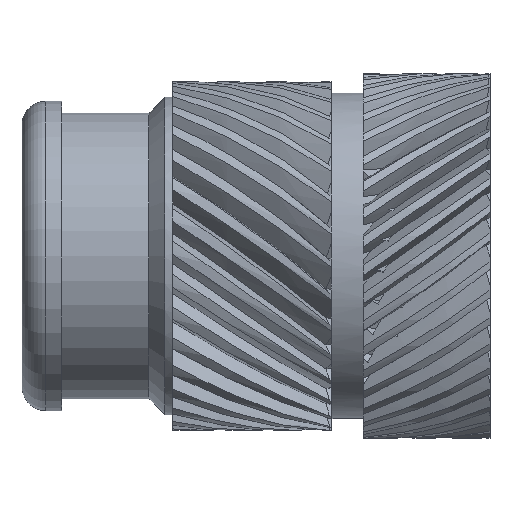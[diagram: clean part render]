
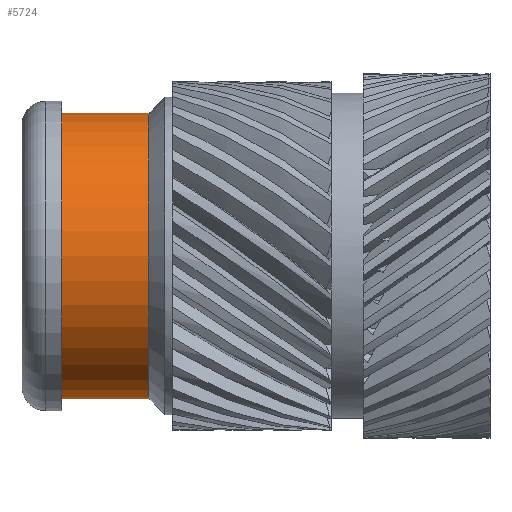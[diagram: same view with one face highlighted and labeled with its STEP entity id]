
A CAD part, left-side view. The second image highlights one B-rep face of the part: STEP entity #5724.
In plain terms, the highlighted cylindrical face has radius 2.52 mm (diameter 5.04 mm), a partial arc.
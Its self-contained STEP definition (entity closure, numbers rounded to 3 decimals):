
#1196 = VERTEX_POINT ( 'NONE', #21876 ) ;
#1624 = CIRCLE ( 'NONE', #17573, 2.52 ) ;
#1860 = LINE ( 'NONE', #5169, #17278 ) ;
#2830 = CARTESIAN_POINT ( 'NONE',  ( -0.002, 5.08, -0.001 ) ) ;
#3188 = DIRECTION ( 'NONE',  ( 0., 0., 1. ) ) ;
#3472 = CYLINDRICAL_SURFACE ( 'NONE', #19276, 2.52 ) ;
#3689 = DIRECTION ( 'NONE',  ( 0., -1., 0. ) ) ;
#4227 = CARTESIAN_POINT ( 'NONE',  ( -0.002, 6.62, -2.521 ) ) ;
#5169 = CARTESIAN_POINT ( 'NONE',  ( -0.002, 6.62, 2.519 ) ) ;
#5222 = CARTESIAN_POINT ( 'NONE',  ( -0.002, 6.62, -0.001 ) ) ;
#5406 = DIRECTION ( 'NONE',  ( 0., -1., 0. ) ) ;
#5432 = EDGE_CURVE ( 'NONE', #10143, #20832, #10531, .T. ) ;
#5724 = ADVANCED_FACE ( 'NONE', ( #10279 ), #3472, .T. ) ;
#7206 = CIRCLE ( 'NONE', #16259, 2.52 ) ;
#8057 = DIRECTION ( 'NONE',  ( 0., 0., 1. ) ) ;
#10068 = ORIENTED_EDGE ( 'NONE', *, *, #17068, .F. ) ;
#10143 = VERTEX_POINT ( 'NONE', #4227 ) ;
#10279 = FACE_OUTER_BOUND ( 'NONE', #17244, .T. ) ;
#10325 = EDGE_CURVE ( 'NONE', #10143, #14193, #1624, .T. ) ;
#10531 = LINE ( 'NONE', #17327, #20019 ) ;
#10616 = CARTESIAN_POINT ( 'NONE',  ( -0.002, 6.62, -0.001 ) ) ;
#10764 = DIRECTION ( 'NONE',  ( 0., -1., 0. ) ) ;
#11224 = ORIENTED_EDGE ( 'NONE', *, *, #19373, .T. ) ;
#11333 = CARTESIAN_POINT ( 'NONE',  ( -0.002, 6.62, 2.519 ) ) ;
#12306 = DIRECTION ( 'NONE',  ( 0., 0., -1. ) ) ;
#13033 = DIRECTION ( 'NONE',  ( 0., 1., 0. ) ) ;
#13344 = CARTESIAN_POINT ( 'NONE',  ( -0.002, 5.08, -2.521 ) ) ;
#14193 = VERTEX_POINT ( 'NONE', #11333 ) ;
#16259 = AXIS2_PLACEMENT_3D ( 'NONE', #2830, #13033, #8057 ) ;
#17068 = EDGE_CURVE ( 'NONE', #14193, #1196, #1860, .T. ) ;
#17244 = EDGE_LOOP ( 'NONE', ( #10068, #20914, #18012, #11224 ) ) ;
#17278 = VECTOR ( 'NONE', #3689, 1000. ) ;
#17327 = CARTESIAN_POINT ( 'NONE',  ( -0.002, 6.62, -2.521 ) ) ;
#17573 = AXIS2_PLACEMENT_3D ( 'NONE', #5222, #19040, #3188 ) ;
#18012 = ORIENTED_EDGE ( 'NONE', *, *, #5432, .T. ) ;
#19040 = DIRECTION ( 'NONE',  ( 0., 1., 0. ) ) ;
#19276 = AXIS2_PLACEMENT_3D ( 'NONE', #10616, #5406, #12306 ) ;
#19373 = EDGE_CURVE ( 'NONE', #20832, #1196, #7206, .T. ) ;
#20019 = VECTOR ( 'NONE', #10764, 1000. ) ;
#20832 = VERTEX_POINT ( 'NONE', #13344 ) ;
#20914 = ORIENTED_EDGE ( 'NONE', *, *, #10325, .F. ) ;
#21876 = CARTESIAN_POINT ( 'NONE',  ( -0.002, 5.08, 2.519 ) ) ;
